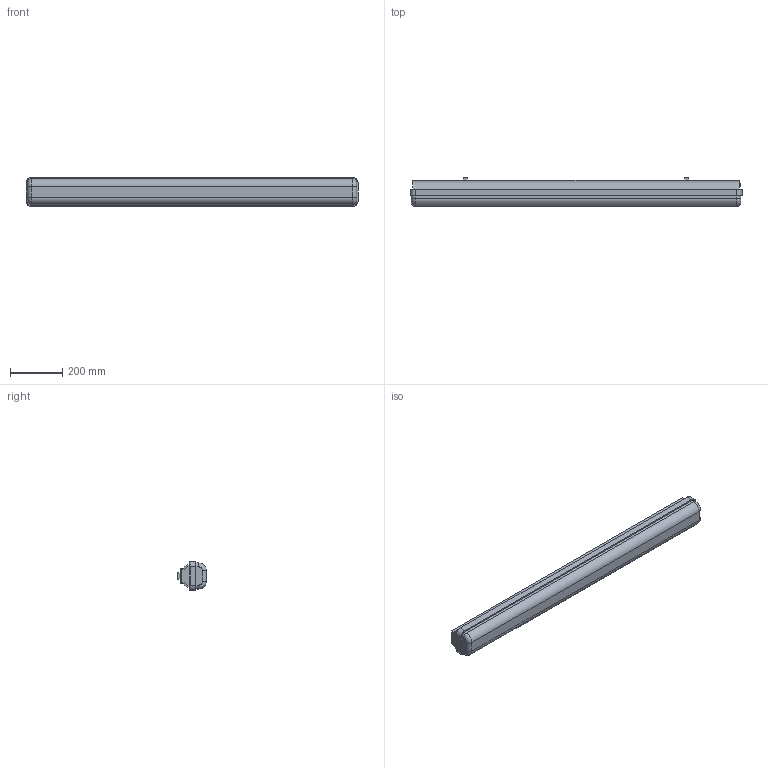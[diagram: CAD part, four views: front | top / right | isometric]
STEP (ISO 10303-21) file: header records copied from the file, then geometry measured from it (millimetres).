
FILE_DESCRIPTION (( 'STEP AP214' ), '1' );
FILE_NAME ('LZ 136 HF new.STEP', '2018-07-20T08:29:20', ( '' ), ( '' ), 'SwSTEP 2.0', 'SolidWorks 2013', '' );
FILE_SCHEMA (( 'AUTOMOTIVE_DESIGN' ));
Length unit declared in the file: millimetre
Products named in the file (1): LZ 136 HF new
Bounding box: 1271 x 110 x 110 mm (x, y, z)
Volume: 5850564.1 mm3; surface area: 861717.6 mm2
Topology: 2 solids, 2 shells, 73 faces, 172 edges, 112 vertices
Faces by surface type: plane 41, cylinder 28, torus 4
Entity records: 2343 total; most frequent: DIRECTION 380, CARTESIAN_POINT 358, ORIENTED_EDGE 344, EDGE_CURVE 172, AXIS2_PLACEMENT_3D 134, VERTEX_POINT 112, VECTOR 112, LINE 112
